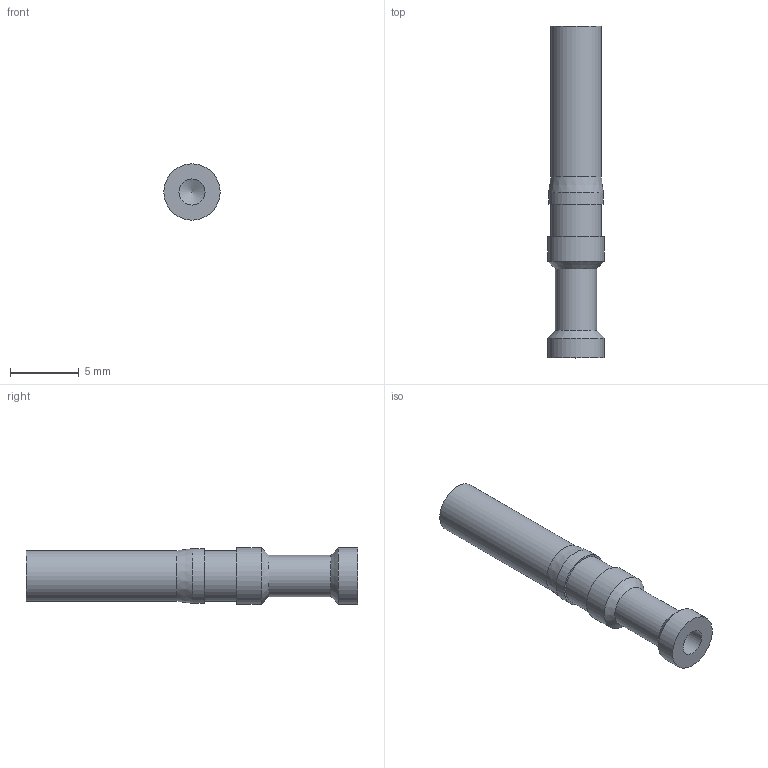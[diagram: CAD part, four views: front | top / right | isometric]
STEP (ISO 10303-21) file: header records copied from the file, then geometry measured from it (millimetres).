
FILE_DESCRIPTION(/* description */ (''),/* implementation_level */ '2;1');
FILE_NAME(/* name */ 'n 02 025 00xx 1nxc001-02.stp',/* time_stamp */ '2021-09-28T13:48:08+02:00',/* author */ (''),/* organization */ (''),/* preprocessor_version */ 'ST-DEVELOPER v16.7',/* originating_system */ 'SIEMENS PLM Software NX 12.0',/* authorisation */ '');
FILE_SCHEMA (('AUTOMOTIVE_DESIGN { 1 0 10303 214 3 1 1 1 }'));
Length unit declared in the file: millimetre
Products named in the file (1): n 02 025 00xx 1nxc001-02
Bounding box: 4.1 x 24.2 x 4.1 mm (x, y, z)
Volume: 185.6 mm3; surface area: 426.7 mm2
Topology: 1 solids, 1 shells, 17 faces, 35 edges, 22 vertices
Faces by surface type: cylinder 8, cone 5, plane 4
Full cylindrical faces by diameter (mm): 1.9 x1, 2.5 x1, 3 x1, 3.7 x2, 4 x1, 4.1 x2
Entity records: 374 total; most frequent: DIRECTION 68, CARTESIAN_POINT 52, FACE_BOUND 34, AXIS2_PLACEMENT_3D 34, EDGE_LOOP 32, ORIENTED_EDGE 32, VERTEX_POINT 18, ADVANCED_FACE 17
